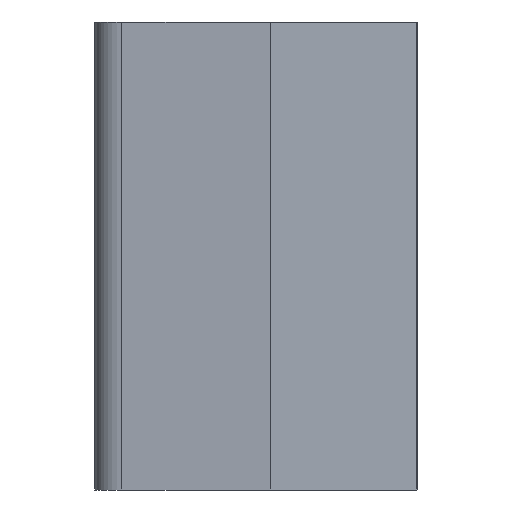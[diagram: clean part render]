
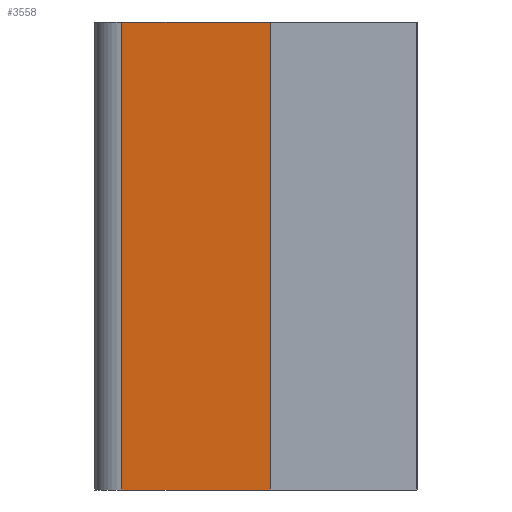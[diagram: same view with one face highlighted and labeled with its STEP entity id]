
A CAD part, left-side view. The second image highlights one B-rep face of the part: STEP entity #3558.
In plain terms, the highlighted planar face has unit normal (-0.997, 0.083, 0).
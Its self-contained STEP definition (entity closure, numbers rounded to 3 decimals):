
#3550 = EDGE_CURVE ( 'NONE', #3551, #3572, #18679, .T. ) ;
#3551 = VERTEX_POINT ( 'NONE', #18675 ) ;
#3552 = ORIENTED_EDGE ( 'NONE', *, *, #3577, .T. ) ;
#3555 = EDGE_CURVE ( 'NONE', #3572, #3625, #18673, .T. ) ;
#3558 = ADVANCED_FACE ( 'NONE', ( #18669 ), #18711, .F. ) ;
#3559 = EDGE_LOOP ( 'NONE', ( #3560, #3552, #3617, #3573 ) ) ;
#3560 = ORIENTED_EDGE ( 'NONE', *, *, #3550, .F. ) ;
#3572 = VERTEX_POINT ( 'NONE', #18732 ) ;
#3573 = ORIENTED_EDGE ( 'NONE', *, *, #3555, .F. ) ;
#3577 = EDGE_CURVE ( 'NONE', #3551, #3578, #18772, .T. ) ;
#3578 = VERTEX_POINT ( 'NONE', #18764 ) ;
#3617 = ORIENTED_EDGE ( 'NONE', *, *, #3618, .T. ) ;
#3618 = EDGE_CURVE ( 'NONE', #3578, #3625, #18873, .T. ) ;
#3625 = VERTEX_POINT ( 'NONE', #18936 ) ;
#18669 = FACE_OUTER_BOUND ( 'NONE', #3559, .T. ) ;
#18670 = DIRECTION ( 'NONE',  ( 0., 0., -1. ) ) ;
#18671 = VECTOR ( 'NONE', #18670, 1000. ) ;
#18672 = CARTESIAN_POINT ( 'NONE',  ( -1., 0.25, 0.8 ) ) ;
#18673 = LINE ( 'NONE', #18672, #18671 ) ;
#18675 = CARTESIAN_POINT ( 'NONE',  ( -0.958, 0.758, 0.8 ) ) ;
#18676 = DIRECTION ( 'NONE',  ( -0.083, -0.997, 0. ) ) ;
#18677 = VECTOR ( 'NONE', #18676, 1000. ) ;
#18678 = CARTESIAN_POINT ( 'NONE',  ( -1.008, 0.153, 0.8 ) ) ;
#18679 = LINE ( 'NONE', #18678, #18677 ) ;
#18706 = DIRECTION ( 'NONE',  ( 0.083, 0.997, 0. ) ) ;
#18707 = DIRECTION ( 'NONE',  ( 0.997, -0.083, 0. ) ) ;
#18708 = CARTESIAN_POINT ( 'NONE',  ( -1.008, 0.153, 0.8 ) ) ;
#18709 = AXIS2_PLACEMENT_3D ( 'NONE', #18708, #18707, #18706 ) ;
#18711 = PLANE ( 'NONE',  #18709 ) ;
#18732 = CARTESIAN_POINT ( 'NONE',  ( -1., 0.25, 0.8 ) ) ;
#18764 = CARTESIAN_POINT ( 'NONE',  ( -0.958, 0.758, -0.8 ) ) ;
#18765 = DIRECTION ( 'NONE',  ( 0., 0., -1. ) ) ;
#18766 = VECTOR ( 'NONE', #18765, 1000. ) ;
#18767 = CARTESIAN_POINT ( 'NONE',  ( -0.958, 0.758, 0.8 ) ) ;
#18772 = LINE ( 'NONE', #18767, #18766 ) ;
#18870 = DIRECTION ( 'NONE',  ( -0.083, -0.997, 0. ) ) ;
#18871 = VECTOR ( 'NONE', #18870, 1000. ) ;
#18872 = CARTESIAN_POINT ( 'NONE',  ( -1.008, 0.153, -0.8 ) ) ;
#18873 = LINE ( 'NONE', #18872, #18871 ) ;
#18936 = CARTESIAN_POINT ( 'NONE',  ( -1., 0.25, -0.8 ) ) ;
